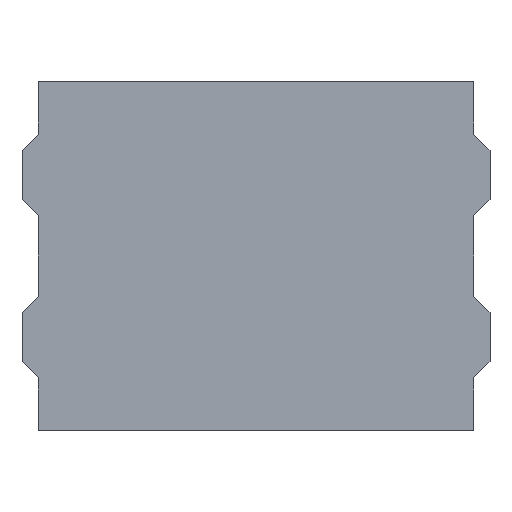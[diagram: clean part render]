
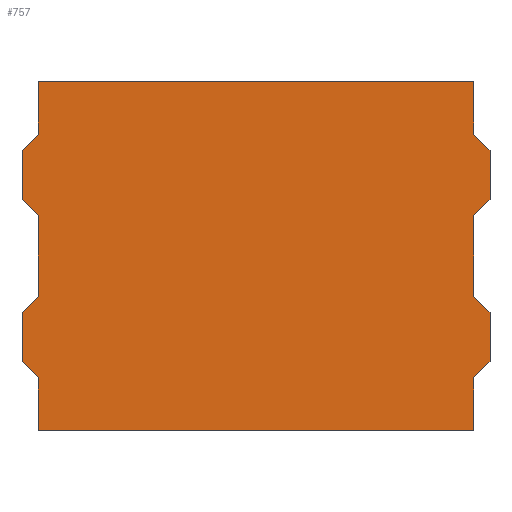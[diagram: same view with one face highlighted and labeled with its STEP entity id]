
A CAD part, front view. The second image highlights one B-rep face of the part: STEP entity #757.
In plain terms, the highlighted planar face has unit normal (0, -1, 0).
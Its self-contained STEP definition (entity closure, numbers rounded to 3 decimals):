
#51=FACE_OUTER_BOUND('',#90,.T.);
#90=EDGE_LOOP('',(#642,#643,#644,#645,#646,#647,#648,#649,#650,#651,#652,
#653,#654,#655,#656,#657,#658,#659,#660,#661));
#155=LINE('',#1124,#259);
#158=LINE('',#1129,#262);
#160=LINE('',#1133,#264);
#162=LINE('',#1137,#266);
#164=LINE('',#1141,#268);
#166=LINE('',#1145,#270);
#168=LINE('',#1149,#272);
#170=LINE('',#1153,#274);
#172=LINE('',#1157,#276);
#174=LINE('',#1161,#278);
#176=LINE('',#1165,#280);
#178=LINE('',#1169,#282);
#180=LINE('',#1173,#284);
#182=LINE('',#1177,#286);
#185=LINE('',#1182,#289);
#187=LINE('',#1186,#291);
#189=LINE('',#1190,#293);
#191=LINE('',#1194,#295);
#193=LINE('',#1198,#297);
#195=LINE('',#1201,#299);
#259=VECTOR('',#908,10.);
#262=VECTOR('',#913,10.);
#264=VECTOR('',#917,10.);
#266=VECTOR('',#921,10.);
#268=VECTOR('',#925,10.);
#270=VECTOR('',#929,10.);
#272=VECTOR('',#933,10.);
#274=VECTOR('',#937,10.);
#276=VECTOR('',#941,10.);
#278=VECTOR('',#945,10.);
#280=VECTOR('',#949,10.);
#282=VECTOR('',#953,10.);
#284=VECTOR('',#957,10.);
#286=VECTOR('',#961,10.);
#289=VECTOR('',#966,10.);
#291=VECTOR('',#970,10.);
#293=VECTOR('',#974,10.);
#295=VECTOR('',#978,10.);
#297=VECTOR('',#982,10.);
#299=VECTOR('',#986,10.);
#350=VERTEX_POINT('',#1122);
#351=VERTEX_POINT('',#1123);
#352=VERTEX_POINT('',#1128);
#353=VERTEX_POINT('',#1132);
#354=VERTEX_POINT('',#1136);
#355=VERTEX_POINT('',#1140);
#356=VERTEX_POINT('',#1144);
#357=VERTEX_POINT('',#1148);
#358=VERTEX_POINT('',#1152);
#359=VERTEX_POINT('',#1156);
#360=VERTEX_POINT('',#1160);
#361=VERTEX_POINT('',#1164);
#362=VERTEX_POINT('',#1168);
#363=VERTEX_POINT('',#1172);
#364=VERTEX_POINT('',#1176);
#365=VERTEX_POINT('',#1181);
#366=VERTEX_POINT('',#1185);
#367=VERTEX_POINT('',#1189);
#368=VERTEX_POINT('',#1193);
#369=VERTEX_POINT('',#1197);
#431=EDGE_CURVE('',#350,#351,#155,.T.);
#434=EDGE_CURVE('',#350,#352,#158,.T.);
#436=EDGE_CURVE('',#353,#352,#160,.T.);
#438=EDGE_CURVE('',#353,#354,#162,.T.);
#440=EDGE_CURVE('',#355,#354,#164,.T.);
#442=EDGE_CURVE('',#356,#355,#166,.T.);
#444=EDGE_CURVE('',#357,#356,#168,.T.);
#446=EDGE_CURVE('',#358,#357,#170,.T.);
#448=EDGE_CURVE('',#359,#358,#172,.T.);
#450=EDGE_CURVE('',#360,#359,#174,.T.);
#452=EDGE_CURVE('',#361,#360,#176,.T.);
#454=EDGE_CURVE('',#362,#361,#178,.T.);
#456=EDGE_CURVE('',#362,#363,#180,.T.);
#458=EDGE_CURVE('',#363,#364,#182,.T.);
#461=EDGE_CURVE('',#364,#365,#185,.T.);
#463=EDGE_CURVE('',#366,#365,#187,.T.);
#465=EDGE_CURVE('',#367,#366,#189,.T.);
#467=EDGE_CURVE('',#368,#367,#191,.T.);
#469=EDGE_CURVE('',#369,#368,#193,.T.);
#471=EDGE_CURVE('',#351,#369,#195,.T.);
#642=ORIENTED_EDGE('',*,*,#471,.F.);
#643=ORIENTED_EDGE('',*,*,#431,.F.);
#644=ORIENTED_EDGE('',*,*,#434,.T.);
#645=ORIENTED_EDGE('',*,*,#436,.F.);
#646=ORIENTED_EDGE('',*,*,#438,.T.);
#647=ORIENTED_EDGE('',*,*,#440,.F.);
#648=ORIENTED_EDGE('',*,*,#442,.F.);
#649=ORIENTED_EDGE('',*,*,#444,.F.);
#650=ORIENTED_EDGE('',*,*,#446,.F.);
#651=ORIENTED_EDGE('',*,*,#448,.F.);
#652=ORIENTED_EDGE('',*,*,#450,.F.);
#653=ORIENTED_EDGE('',*,*,#452,.F.);
#654=ORIENTED_EDGE('',*,*,#454,.F.);
#655=ORIENTED_EDGE('',*,*,#456,.T.);
#656=ORIENTED_EDGE('',*,*,#458,.T.);
#657=ORIENTED_EDGE('',*,*,#461,.T.);
#658=ORIENTED_EDGE('',*,*,#463,.F.);
#659=ORIENTED_EDGE('',*,*,#465,.F.);
#660=ORIENTED_EDGE('',*,*,#467,.F.);
#661=ORIENTED_EDGE('',*,*,#469,.F.);
#718=PLANE('',#810);
#757=ADVANCED_FACE('',(#51),#718,.F.);
#810=AXIS2_PLACEMENT_3D('',#1202,#987,#988);
#908=DIRECTION('',(0.,0.,-1.));
#913=DIRECTION('',(-0.707,0.,0.707));
#917=DIRECTION('',(0.,0.,-1.));
#921=DIRECTION('',(-1.,0.,0.));
#925=DIRECTION('',(0.,0.,1.));
#929=DIRECTION('',(0.707,0.,0.707));
#933=DIRECTION('',(0.,0.,1.));
#937=DIRECTION('',(-0.707,0.,0.707));
#941=DIRECTION('',(0.,0.,1.));
#945=DIRECTION('',(0.707,0.,0.707));
#949=DIRECTION('',(0.,0.,1.));
#953=DIRECTION('',(-0.707,0.,0.707));
#957=DIRECTION('',(0.,0.,-1.));
#961=DIRECTION('',(1.,0.,0.));
#966=DIRECTION('',(0.,0.,1.));
#970=DIRECTION('',(-0.707,0.,-0.707));
#974=DIRECTION('',(0.,0.,-1.));
#978=DIRECTION('',(0.707,0.,-0.707));
#982=DIRECTION('',(0.,0.,-1.));
#986=DIRECTION('',(-0.707,0.,-0.707));
#987=DIRECTION('center_axis',(0.,1.,0.));
#988=DIRECTION('ref_axis',(1.,0.,0.));
#1122=CARTESIAN_POINT('',(1.878,0.,0.85));
#1123=CARTESIAN_POINT('',(1.878,0.,0.45));
#1124=CARTESIAN_POINT('',(1.878,0.,0.85));
#1128=CARTESIAN_POINT('',(1.75,0.,0.978));
#1129=CARTESIAN_POINT('',(1.878,0.,0.85));
#1132=CARTESIAN_POINT('',(1.75,0.,1.4));
#1133=CARTESIAN_POINT('',(1.75,0.,1.4));
#1136=CARTESIAN_POINT('',(-1.75,0.,1.4));
#1137=CARTESIAN_POINT('',(1.75,0.,1.4));
#1140=CARTESIAN_POINT('',(-1.75,0.,0.978));
#1141=CARTESIAN_POINT('',(-1.75,0.,0.978));
#1144=CARTESIAN_POINT('',(-1.878,0.,0.85));
#1145=CARTESIAN_POINT('',(-1.878,0.,0.85));
#1148=CARTESIAN_POINT('',(-1.878,0.,0.45));
#1149=CARTESIAN_POINT('',(-1.878,0.,0.45));
#1152=CARTESIAN_POINT('',(-1.75,0.,0.322));
#1153=CARTESIAN_POINT('',(-1.75,0.,0.322));
#1156=CARTESIAN_POINT('',(-1.75,0.,-0.322));
#1157=CARTESIAN_POINT('',(-1.75,0.,-0.322));
#1160=CARTESIAN_POINT('',(-1.878,0.,-0.45));
#1161=CARTESIAN_POINT('',(-1.878,0.,-0.45));
#1164=CARTESIAN_POINT('',(-1.878,0.,-0.85));
#1165=CARTESIAN_POINT('',(-1.878,0.,-0.85));
#1168=CARTESIAN_POINT('',(-1.75,0.,-0.978));
#1169=CARTESIAN_POINT('',(-1.75,0.,-0.978));
#1172=CARTESIAN_POINT('',(-1.75,0.,-1.4));
#1173=CARTESIAN_POINT('',(-1.75,0.,-0.978));
#1176=CARTESIAN_POINT('',(1.75,0.,-1.4));
#1177=CARTESIAN_POINT('',(-1.75,0.,-1.4));
#1181=CARTESIAN_POINT('',(1.75,0.,-0.978));
#1182=CARTESIAN_POINT('',(1.75,0.,-1.4));
#1185=CARTESIAN_POINT('',(1.878,0.,-0.85));
#1186=CARTESIAN_POINT('',(1.878,0.,-0.85));
#1189=CARTESIAN_POINT('',(1.878,0.,-0.45));
#1190=CARTESIAN_POINT('',(1.878,0.,-0.45));
#1193=CARTESIAN_POINT('',(1.75,0.,-0.322));
#1194=CARTESIAN_POINT('',(1.75,0.,-0.322));
#1197=CARTESIAN_POINT('',(1.75,0.,0.322));
#1198=CARTESIAN_POINT('',(1.75,0.,0.322));
#1201=CARTESIAN_POINT('',(1.878,0.,0.45));
#1202=CARTESIAN_POINT('Origin',(0.,0.,0.));
